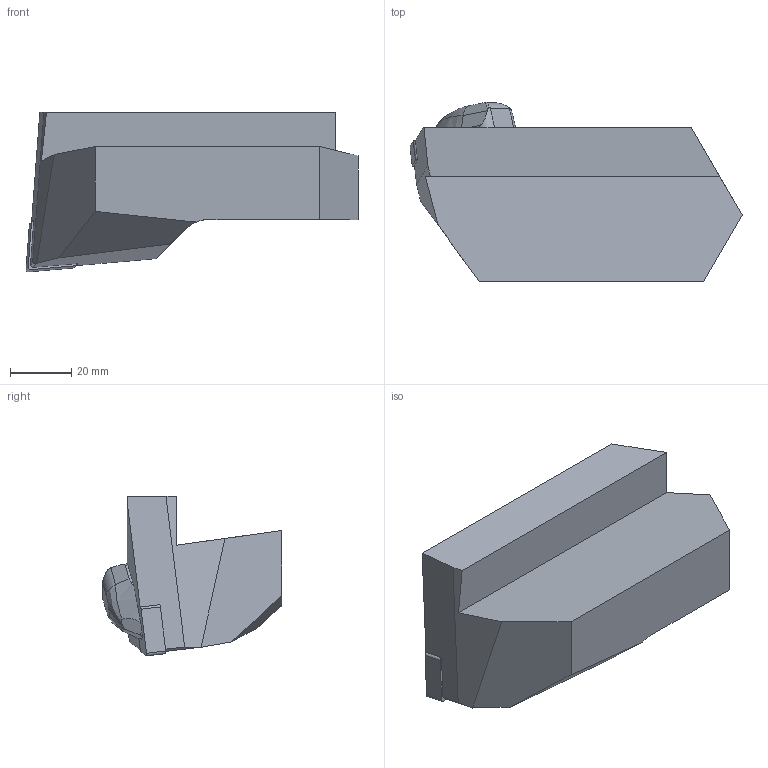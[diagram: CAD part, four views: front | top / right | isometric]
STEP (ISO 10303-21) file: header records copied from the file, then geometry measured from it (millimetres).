
FILE_DESCRIPTION(/* description */ (''),/* implementation_level */ '2;1');
FILE_NAME(/* name */ '1564494950537.stp',/* time_stamp */ '2019-07-30T15:55:56+02:00',/* author */ (''),/* organization */ ('SMS'),/* preprocessor_version */ 'ST-DEVELOPER v16.7',/* originating_system */ 'SIEMENS PLM Software NX 12.0',/* authorisation */ '');
FILE_SCHEMA (('AUTOMOTIVE_DESIGN { 1 0 10303 214 3 1 1 1 }'));
Length unit declared in the file: millimetre
Products named in the file (4): IsoTurningInsert; 202492703mod000_00; ASSEMBLY_CONSTRUCTION; 111173730mod000_01
Assembly tree (3 placements, depth 2):
  111173730mod000_01
    ASSEMBLY_CONSTRUCTION
    202492703mod000_00
    IsoTurningInsert
Bounding box: 108.01 x 58.33 x 52 mm (x, y, z)
Volume: 141928.2 mm3; surface area: 21516.3 mm2
Topology: 2 solids, 3 shells, 64 faces, 177 edges, 124 vertices
Faces by surface type: plane 39, cylinder 16, bspline 8, extrusion 1
Full cylindrical faces by diameter (mm): 6.35 x2
Entity records: 2945 total; most frequent: CARTESIAN_POINT 1253, ORIENTED_EDGE 346, DIRECTION 291, EDGE_CURVE 173, VERTEX_POINT 116, VECTOR 97, AXIS2_PLACEMENT_3D 97, LINE 96
